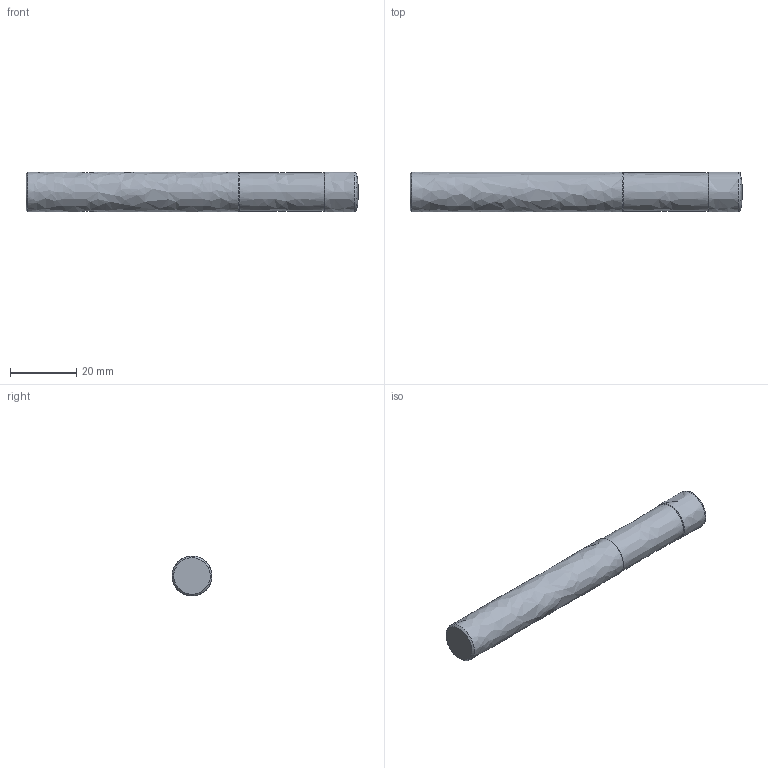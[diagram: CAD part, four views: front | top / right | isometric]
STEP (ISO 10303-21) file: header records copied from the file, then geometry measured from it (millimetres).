
FILE_DESCRIPTION (('STEP'), '1');
FILE_NAME ('FHFN 12N3-AX.STP', '2023-12-06T11:49:44', ('Unknown'), ('M A Ford'), 'OneCNC-XR9 Mill 3D Expert', 'OneCNC-XR9 Mill 3D Expert', '');
FILE_SCHEMA (('CONFIG_CONTROL_DESIGN'));
Length unit declared in the file: millimetre
Bounding box: 100 x 12 x 12 mm (x, y, z)
Volume: 11105.5 mm3; surface area: 3931 mm2
Topology: 1 solids, 1 shells, 10 faces, 19 edges, 10 vertices
Faces by surface type: bspline 10
Entity records: 682 total; most frequent: CARTESIAN_POINT 475, ORIENTED_EDGE 36, EDGE_CURVE 18, VERTEX_POINT 10, EDGE_LOOP 10, FACE_OUTER_BOUND 10, ADVANCED_FACE 10, B_SPLINE_CURVE_WITH_KNOTS 9
